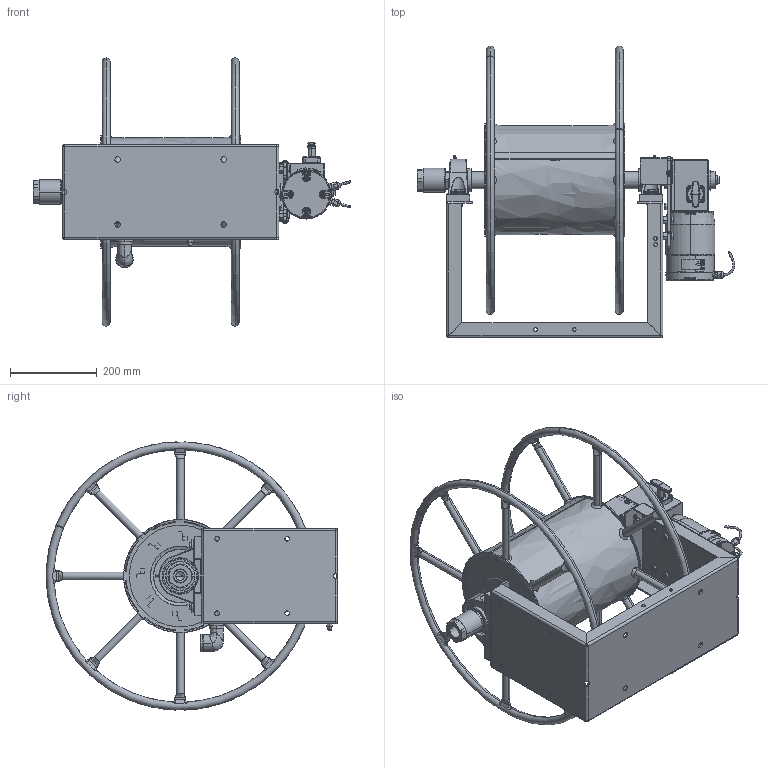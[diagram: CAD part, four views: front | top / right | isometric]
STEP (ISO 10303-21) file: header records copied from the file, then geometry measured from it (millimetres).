
FILE_DESCRIPTION((''),'2;1');
FILE_NAME('382_050_E_ASM','2020-06-03T',('CAD-01'),('CDM'),'PRO/ENGINEER BY PARAMETRIC TECHNOLOGY CORPORATION, 2015030','PRO/ENGINEER BY PARAMETRIC TECHNOLOGY CORPORATION, 2015030','');
FILE_SCHEMA(('CONFIG_CONTROL_DESIGN'));
Products named in the file (1): 382_050_E_ASM
Bounding box: 734.61 x 673.97 x 619.52 mm (x, y, z)
Surface area: 2287998.9 mm2 (no closed solid volume)
Topology: 0 solids, 237 shells, 1565 faces, 5964 edges, 4516 vertices
Faces by surface type: plane 554, bspline 299, cylinder 289, cone 243, torus 118, extrusion 54, sphere 8
Entity records: 108523 total; most frequent: CARTESIAN_POINT 49678, ORIENTED_EDGE 8825, DIRECTION 8041, EDGE_CURVE 5961, VERTEX_POINT 4517, AXIS2_PLACEMENT_3D 2864, VECTOR 2313, LINE 2259
